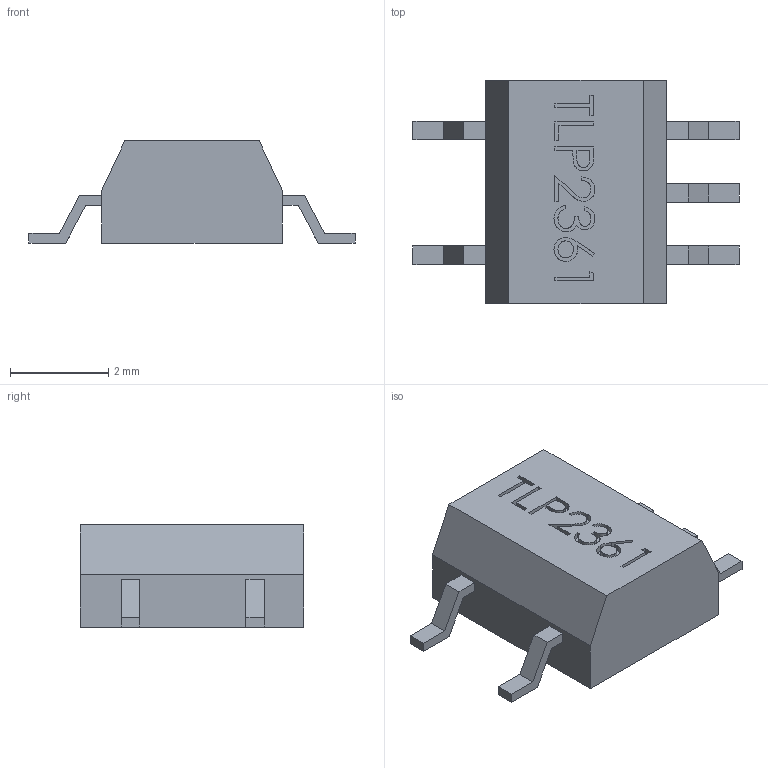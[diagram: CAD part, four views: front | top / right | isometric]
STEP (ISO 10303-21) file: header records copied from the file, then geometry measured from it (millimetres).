
FILE_DESCRIPTION(('FreeCAD Model'),'2;1');
FILE_NAME('SO-5.step', '2018-04-16T15:57:53',('kicad StepUp'),('ksu MCAD'), 'Open CASCADE STEP processor 6.8','FreeCAD','Unknown');
FILE_SCHEMA(('AUTOMOTIVE_DESIGN_CC2 { 1 2 10303 214 -1 1 5 4 }'));
Length unit declared in the file: millimetre
Products named in the file (1): SO-5
Bounding box: 6.64 x 4.55 x 2.08 mm (x, y, z)
Volume: 33.4 mm3; surface area: 77.5 mm2
Topology: 1 solids, 1 shells, 137 faces, 363 edges, 242 vertices
Faces by surface type: plane 102, bspline 35
Entity records: 6999 total; most frequent: CARTESIAN_POINT 2858, ORIENTED_EDGE 726, DIRECTION 499, EDGE_CURVE 363, LINE 293, VECTOR 293, VERTEX_POINT 242, FACE_BOUND 151
